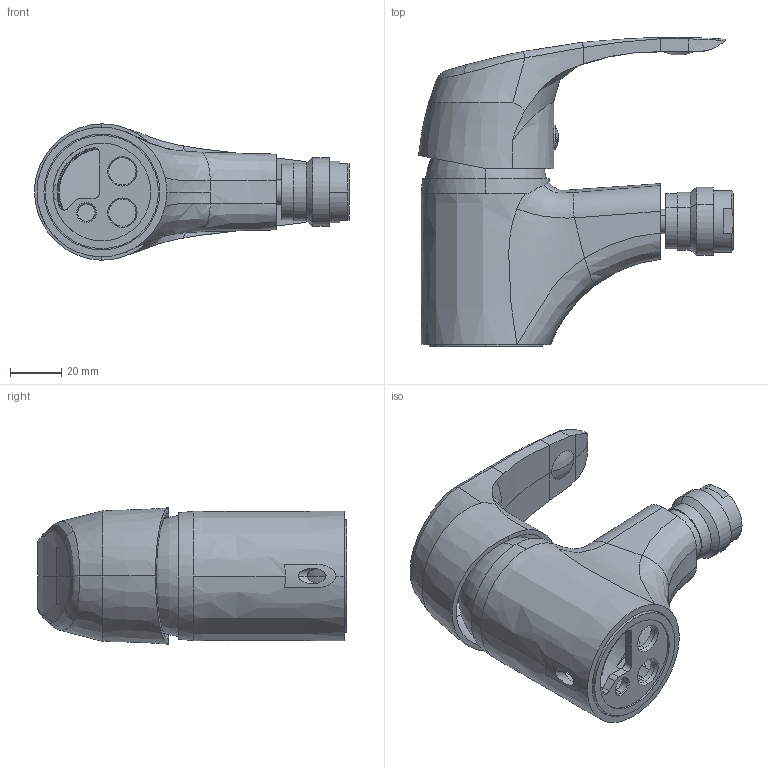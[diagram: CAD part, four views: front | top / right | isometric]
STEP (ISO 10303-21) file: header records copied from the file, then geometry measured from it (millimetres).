
FILE_DESCRIPTION (( 'STEP AP203' ), '1' );
FILE_NAME ('69-205458.STEP', '2021-02-19T09:36:15', ( '' ), ( '' ), 'SwSTEP 2.0', 'SolidWorks 2018', '' );
FILE_SCHEMA (( 'CONFIG_CONTROL_DESIGN' ));
Products named in the file (1): 69-205458
Bounding box: 122.43 x 120.18 x 53 mm (x, y, z)
Volume: 84391.3 mm3; surface area: 67868.9 mm2
Topology: 10 solids, 10 shells, 710 faces, 1992 edges, 1309 vertices
Faces by surface type: plane 446, cylinder 140, bspline 75, cone 31, sphere 10, torus 8
Entity records: 41064 total; most frequent: CARTESIAN_POINT 23246, ORIENTED_EDGE 3974, DIRECTION 3144, EDGE_CURVE 1987, LINE 1314, VECTOR 1314, VERTEX_POINT 1306, AXIS2_PLACEMENT_3D 915
